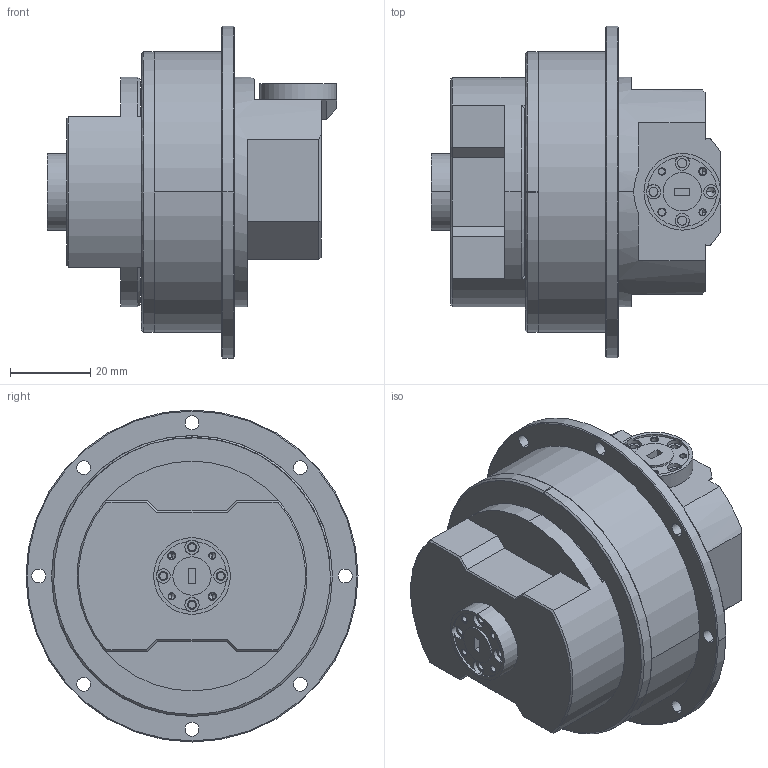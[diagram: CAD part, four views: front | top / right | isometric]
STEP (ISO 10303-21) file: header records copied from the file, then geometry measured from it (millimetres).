
FILE_DESCRIPTION (( 'STEP AP203' ), '1' );
FILE_NAME ('SAN-15R15I-S1.STEP', '2023-11-09T18:44:29', ( '' ), ( '' ), 'SwSTEP 2.0', 'SolidWorks 2021', '' );
FILE_SCHEMA (( 'CONFIG_CONTROL_DESIGN' ));
Length unit declared in the file: inch
Products named in the file (1): SAN-15R15I-S1
Bounding box: 71.88 x 82.55 x 82.55 mm (x, y, z)
Volume: 172453.7 mm3; surface area: 28510.1 mm2
Topology: 1 solids, 1 shells, 326 faces, 843 edges, 536 vertices
Faces by surface type: plane 136, cylinder 120, cone 70
Entity records: 10181 total; most frequent: CARTESIAN_POINT 1999, DIRECTION 1750, ORIENTED_EDGE 1666, EDGE_CURVE 833, AXIS2_PLACEMENT_3D 657, VERTEX_POINT 536, LINE 436, VECTOR 436
